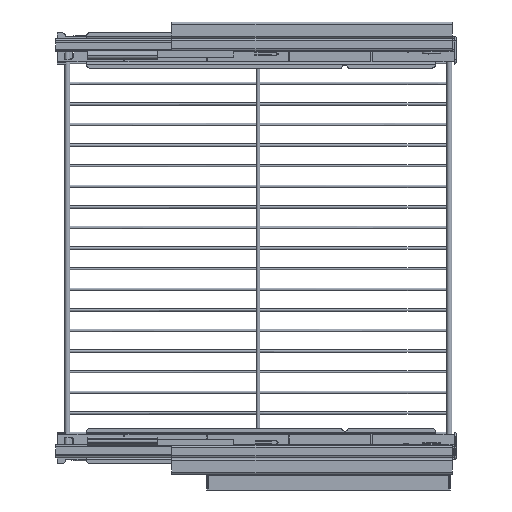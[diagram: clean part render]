
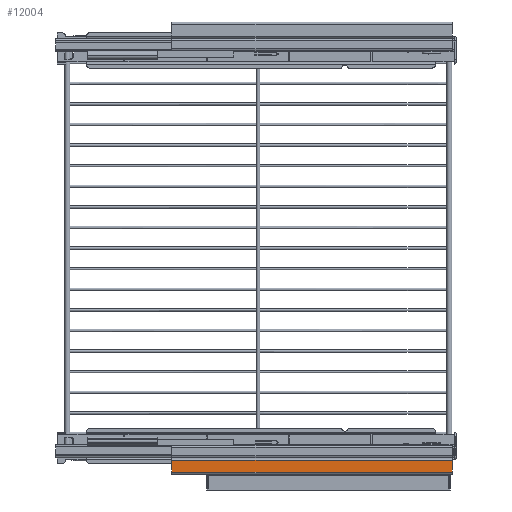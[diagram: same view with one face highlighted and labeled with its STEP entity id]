
A CAD part, front view. The second image highlights one B-rep face of the part: STEP entity #12004.
In plain terms, the highlighted planar face has unit normal (0, -1, 0).
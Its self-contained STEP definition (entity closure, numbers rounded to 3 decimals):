
#1076 = LINE ( 'NONE', #36590, #3112 ) ;
#1974 = CARTESIAN_POINT ( 'NONE',  ( 316.881, -2.106, 17.2 ) ) ;
#2219 = EDGE_CURVE ( 'NONE', #16477, #16045, #1076, .T. ) ;
#2885 = VECTOR ( 'NONE', #54546, 1000. ) ;
#3112 = VECTOR ( 'NONE', #36405, 1000. ) ;
#4416 = DIRECTION ( 'NONE',  ( 1., 0., 0. ) ) ;
#7450 = DIRECTION ( 'NONE',  ( 0., 0., 1. ) ) ;
#8553 = ORIENTED_EDGE ( 'NONE', *, *, #19875, .T. ) ;
#11489 = CARTESIAN_POINT ( 'NONE',  ( -23.119, -2.106, 2.7 ) ) ;
#11790 = EDGE_CURVE ( 'NONE', #16477, #17554, #24716, .T. ) ;
#12004 = ADVANCED_FACE ( 'NONE', ( #32834 ), #47111, .F. ) ;
#13092 = VERTEX_POINT ( 'NONE', #44348 ) ;
#16045 = VERTEX_POINT ( 'NONE', #28769 ) ;
#16477 = VERTEX_POINT ( 'NONE', #11489 ) ;
#17554 = VERTEX_POINT ( 'NONE', #49537 ) ;
#19563 = CARTESIAN_POINT ( 'NONE',  ( -23.119, -2.106, 2.7 ) ) ;
#19875 = EDGE_CURVE ( 'NONE', #13092, #17554, #48836, .T. ) ;
#22946 = DIRECTION ( 'NONE',  ( 0., 0., -1. ) ) ;
#24716 = LINE ( 'NONE', #19563, #53759 ) ;
#27202 = ORIENTED_EDGE ( 'NONE', *, *, #2219, .T. ) ;
#27950 = EDGE_LOOP ( 'NONE', ( #8553, #35073, #27202, #50721 ) ) ;
#28769 = CARTESIAN_POINT ( 'NONE',  ( 316.881, -2.106, 2.7 ) ) ;
#29770 = DIRECTION ( 'NONE',  ( 0., 1., 0. ) ) ;
#29964 = CARTESIAN_POINT ( 'NONE',  ( 146.881, -2.106, 9.7 ) ) ;
#32834 = FACE_OUTER_BOUND ( 'NONE', #27950, .T. ) ;
#32910 = EDGE_CURVE ( 'NONE', #13092, #16045, #47752, .T. ) ;
#35073 = ORIENTED_EDGE ( 'NONE', *, *, #11790, .F. ) ;
#36405 = DIRECTION ( 'NONE',  ( 1., 0., 0. ) ) ;
#36590 = CARTESIAN_POINT ( 'NONE',  ( -23.119, -2.106, 2.7 ) ) ;
#44348 = CARTESIAN_POINT ( 'NONE',  ( 316.881, -2.106, 17.2 ) ) ;
#46029 = CARTESIAN_POINT ( 'NONE',  ( 316.881, -2.106, 17.2 ) ) ;
#47111 = PLANE ( 'NONE',  #51366 ) ;
#47752 = LINE ( 'NONE', #1974, #51816 ) ;
#48836 = LINE ( 'NONE', #46029, #2885 ) ;
#49537 = CARTESIAN_POINT ( 'NONE',  ( -23.119, -2.106, 17.2 ) ) ;
#50721 = ORIENTED_EDGE ( 'NONE', *, *, #32910, .F. ) ;
#51366 = AXIS2_PLACEMENT_3D ( 'NONE', #29964, #29770, #4416 ) ;
#51816 = VECTOR ( 'NONE', #22946, 1000. ) ;
#53759 = VECTOR ( 'NONE', #7450, 1000. ) ;
#54546 = DIRECTION ( 'NONE',  ( -1., 0., 0. ) ) ;
